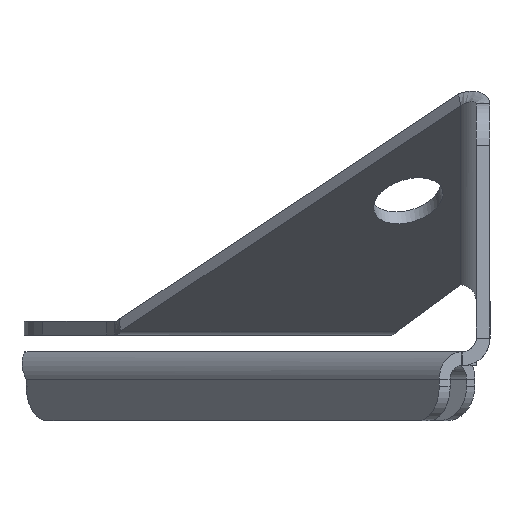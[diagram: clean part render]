
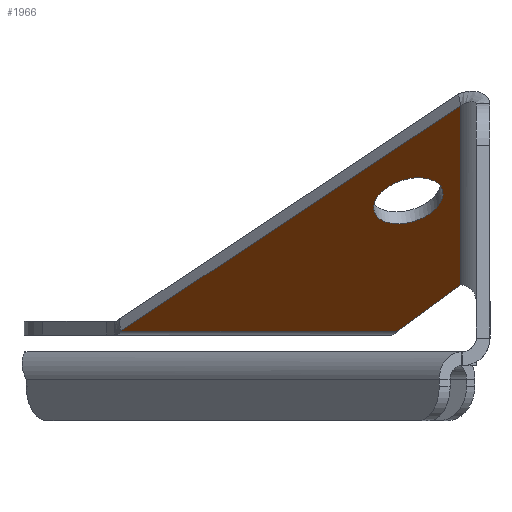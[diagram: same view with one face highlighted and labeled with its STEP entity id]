
A CAD part, left-side view. The second image highlights one B-rep face of the part: STEP entity #1966.
In plain terms, the highlighted planar face has unit normal (-0.494, -0.139, -0.858).
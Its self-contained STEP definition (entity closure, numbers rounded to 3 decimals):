
#17=ELLIPSE('',#2139,6.5,5.);
#49=FACE_BOUND('',#332,.T.);
#119=PLANE('',#2138);
#215=FACE_OUTER_BOUND('',#331,.T.);
#331=EDGE_LOOP('',(#1613,#1614,#1615,#1616));
#332=EDGE_LOOP('',(#1617));
#531=LINE('',#3153,#727);
#536=LINE('',#3253,#732);
#537=LINE('',#3254,#733);
#538=LINE('',#3255,#734);
#727=VECTOR('',#2551,10.);
#732=VECTOR('',#2560,10.);
#733=VECTOR('',#2561,10.);
#734=VECTOR('',#2562,10.);
#979=VERTEX_POINT('',#3151);
#980=VERTEX_POINT('',#3152);
#984=VERTEX_POINT('',#3251);
#985=VERTEX_POINT('',#3252);
#986=VERTEX_POINT('',#3256);
#1215=EDGE_CURVE('',#979,#980,#531,.T.);
#1224=EDGE_CURVE('',#984,#985,#536,.T.);
#1225=EDGE_CURVE('',#985,#979,#537,.T.);
#1226=EDGE_CURVE('',#980,#984,#538,.T.);
#1227=EDGE_CURVE('',#986,#986,#17,.T.);
#1613=ORIENTED_EDGE('',*,*,#1224,.T.);
#1614=ORIENTED_EDGE('',*,*,#1225,.T.);
#1615=ORIENTED_EDGE('',*,*,#1215,.T.);
#1616=ORIENTED_EDGE('',*,*,#1226,.T.);
#1617=ORIENTED_EDGE('',*,*,#1227,.T.);
#1966=ADVANCED_FACE('',(#215,#49),#119,.T.);
#2138=AXIS2_PLACEMENT_3D('',#3250,#2558,#2559);
#2139=AXIS2_PLACEMENT_3D('',#3257,#2563,#2564);
#2551=DIRECTION('',(-0.867,0.,0.499));
#2558=DIRECTION('center_axis',(-0.494,-0.139,-0.858));
#2559=DIRECTION('ref_axis',(-0.493,0.858,0.144));
#2560=DIRECTION('',(0.271,-0.963,0.));
#2561=DIRECTION('',(-0.625,-0.63,0.462));
#2562=DIRECTION('',(0.587,0.674,-0.447));
#2563=DIRECTION('center_axis',(0.494,0.139,0.858));
#2564=DIRECTION('ref_axis',(-0.826,-0.233,0.513));
#3151=CARTESIAN_POINT('',(54.84,24.278,-186.162));
#3152=CARTESIAN_POINT('',(9.667,24.278,-160.162));
#3153=CARTESIAN_POINT('',(31.478,24.278,-172.716));
#3250=CARTESIAN_POINT('Origin',(29.657,55.726,-176.767));
#3251=CARTESIAN_POINT('',(52.633,73.591,-192.888));
#3252=CARTESIAN_POINT('',(63.941,33.455,-192.888));
#3253=CARTESIAN_POINT('',(59.774,48.246,-192.888));
#3254=CARTESIAN_POINT('',(65.577,35.104,-194.098));
#3255=CARTESIAN_POINT('',(42.432,61.883,-185.119));
#3256=CARTESIAN_POINT('',(36.871,33.373,-177.295));
#3257=CARTESIAN_POINT('Origin',(31.501,31.86,-173.959));
